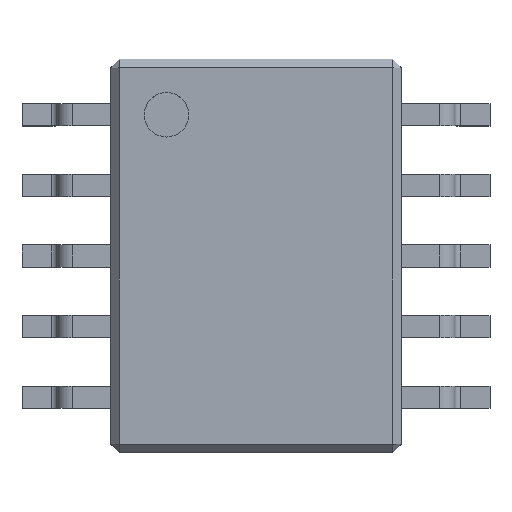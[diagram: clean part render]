
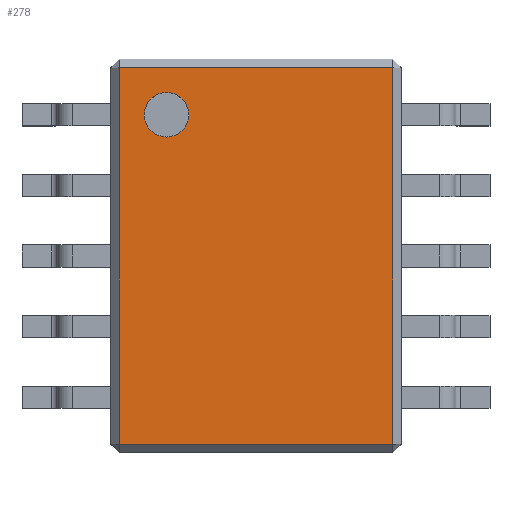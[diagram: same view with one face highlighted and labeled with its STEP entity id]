
A CAD part, top view. The second image highlights one B-rep face of the part: STEP entity #278.
In plain terms, the highlighted planar face has unit normal (0, 0, 1).
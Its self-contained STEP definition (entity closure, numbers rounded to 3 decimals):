
#13=DIRECTION('',(0.,0.,1.));
#14=DIRECTION('',(1.,0.,0.));
#73=VECTOR('',#74,1.);
#74=DIRECTION('',(0.,1.,0.));
#148=VERTEX_POINT('',#149);
#149=CARTESIAN_POINT('',(-2.46,-3.39,1.2));
#157=VERTEX_POINT('',#158);
#158=CARTESIAN_POINT('',(-2.46,3.39,1.2));
#163=ORIENTED_EDGE('',*,*,#164,.F.);
#164=EDGE_CURVE('',#148,#157,#165,.T.);
#165=LINE('',#166,#73);
#166=CARTESIAN_POINT('',(-2.46,-3.54,1.2));
#235=VECTOR('',#14,1.);
#278=ADVANCED_FACE('',(#279,#297),#306,.T.);
#279=FACE_BOUND('',#280,.T.);
#280=EDGE_LOOP('',(#163,#281,#287,#293));
#281=ORIENTED_EDGE('',*,*,#282,.T.);
#282=EDGE_CURVE('',#148,#283,#285,.T.);
#283=VERTEX_POINT('',#284);
#284=CARTESIAN_POINT('',(2.46,-3.39,1.2));
#285=LINE('',#286,#235);
#286=CARTESIAN_POINT('',(-2.61,-3.39,1.2));
#287=ORIENTED_EDGE('',*,*,#288,.T.);
#288=EDGE_CURVE('',#283,#289,#291,.T.);
#289=VERTEX_POINT('',#290);
#290=CARTESIAN_POINT('',(2.46,3.39,1.2));
#291=LINE('',#292,#73);
#292=CARTESIAN_POINT('',(2.46,-3.54,1.2));
#293=ORIENTED_EDGE('',*,*,#294,.F.);
#294=EDGE_CURVE('',#157,#289,#295,.T.);
#295=LINE('',#296,#235);
#296=CARTESIAN_POINT('',(-2.61,3.39,1.2));
#297=FACE_BOUND('',#298,.T.);
#298=EDGE_LOOP('',(#299));
#299=ORIENTED_EDGE('',*,*,#300,.F.);
#300=EDGE_CURVE('',#301,#301,#303,.T.);
#301=VERTEX_POINT('',#302);
#302=CARTESIAN_POINT('',(-1.21,2.54,1.2));
#303=CIRCLE('',#304,0.4);
#304=AXIS2_PLACEMENT_3D('',#305,#13,#14);
#305=CARTESIAN_POINT('',(-1.61,2.54,1.2));
#306=PLANE('',#307);
#307=AXIS2_PLACEMENT_3D('',#308,#13,#14);
#308=CARTESIAN_POINT('',(-2.61,-3.54,1.2));
